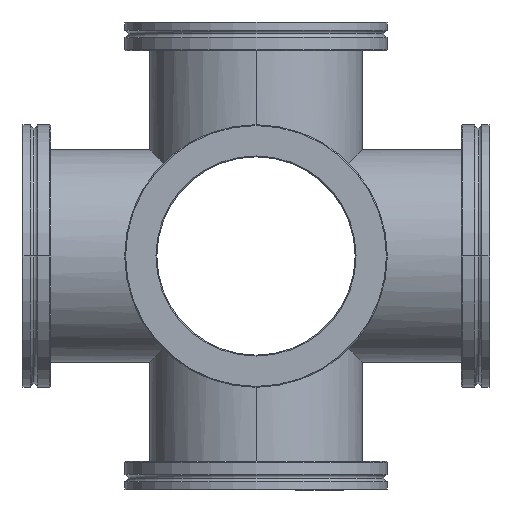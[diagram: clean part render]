
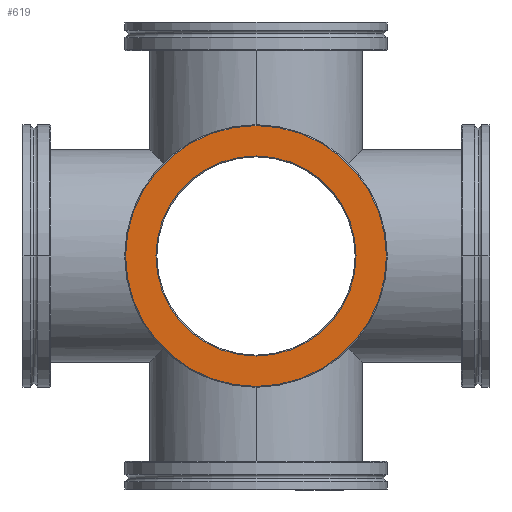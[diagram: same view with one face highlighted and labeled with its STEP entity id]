
A CAD part, left-side view. The second image highlights one B-rep face of the part: STEP entity #619.
In plain terms, the highlighted face is planar.
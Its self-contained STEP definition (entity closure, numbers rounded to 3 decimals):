
#19 = EDGE_CURVE ( 'NONE', #69, #430, #1240, .T. ) ;
#69 = VERTEX_POINT ( 'NONE', #1907 ) ;
#185 = EDGE_CURVE ( 'NONE', #430, #69, #395, .T. ) ;
#196 = CARTESIAN_POINT ( 'NONE',  ( 0., 0., -41.9 ) ) ;
#200 = EDGE_LOOP ( 'NONE', ( #1297, #1005 ) ) ;
#278 = FACE_BOUND ( 'NONE', #1789, .T. ) ;
#299 = DIRECTION ( 'NONE',  ( 0., 0., -1. ) ) ;
#395 = CIRCLE ( 'NONE', #1849, 54.6 ) ;
#430 = VERTEX_POINT ( 'NONE', #633 ) ;
#619 = ADVANCED_FACE ( 'NONE', ( #278, #854 ), #755, .T. ) ;
#621 = AXIS2_PLACEMENT_3D ( 'NONE', #1768, #1021, #985 ) ;
#633 = CARTESIAN_POINT ( 'NONE',  ( 0., 0., -54.6 ) ) ;
#659 = AXIS2_PLACEMENT_3D ( 'NONE', #1691, #1255, #299 ) ;
#677 = VERTEX_POINT ( 'NONE', #1669 ) ;
#755 = PLANE ( 'NONE',  #659 ) ;
#781 = CARTESIAN_POINT ( 'NONE',  ( 0., 0., 0. ) ) ;
#802 = EDGE_CURVE ( 'NONE', #677, #1565, #1100, .T. ) ;
#806 = DIRECTION ( 'NONE',  ( 0., 0., -1. ) ) ;
#820 = DIRECTION ( 'NONE',  ( 0., 1., 0. ) ) ;
#854 = FACE_OUTER_BOUND ( 'NONE', #200, .T. ) ;
#898 = AXIS2_PLACEMENT_3D ( 'NONE', #1760, #820, #1908 ) ;
#985 = DIRECTION ( 'NONE',  ( 0., 0., -1. ) ) ;
#1005 = ORIENTED_EDGE ( 'NONE', *, *, #185, .T. ) ;
#1021 = DIRECTION ( 'NONE',  ( 0., 1., 0. ) ) ;
#1062 = AXIS2_PLACEMENT_3D ( 'NONE', #781, #1290, #806 ) ;
#1100 = CIRCLE ( 'NONE', #621, 41.9 ) ;
#1226 = ORIENTED_EDGE ( 'NONE', *, *, #1520, .T. ) ;
#1240 = CIRCLE ( 'NONE', #1062, 54.6 ) ;
#1255 = DIRECTION ( 'NONE',  ( 0., -1., 0. ) ) ;
#1290 = DIRECTION ( 'NONE',  ( 0., -1., 0. ) ) ;
#1297 = ORIENTED_EDGE ( 'NONE', *, *, #19, .T. ) ;
#1342 = DIRECTION ( 'NONE',  ( 0., -1., 0. ) ) ;
#1467 = CIRCLE ( 'NONE', #898, 41.9 ) ;
#1484 = ORIENTED_EDGE ( 'NONE', *, *, #802, .T. ) ;
#1488 = DIRECTION ( 'NONE',  ( 0., 0., -1. ) ) ;
#1520 = EDGE_CURVE ( 'NONE', #1565, #677, #1467, .T. ) ;
#1565 = VERTEX_POINT ( 'NONE', #196 ) ;
#1669 = CARTESIAN_POINT ( 'NONE',  ( 0., 0., 41.9 ) ) ;
#1691 = CARTESIAN_POINT ( 'NONE',  ( -41.5, 0., 0. ) ) ;
#1743 = CARTESIAN_POINT ( 'NONE',  ( 0., 0., 0. ) ) ;
#1760 = CARTESIAN_POINT ( 'NONE',  ( 0., 0., 0. ) ) ;
#1768 = CARTESIAN_POINT ( 'NONE',  ( 0., 0., 0. ) ) ;
#1789 = EDGE_LOOP ( 'NONE', ( #1226, #1484 ) ) ;
#1849 = AXIS2_PLACEMENT_3D ( 'NONE', #1743, #1342, #1488 ) ;
#1907 = CARTESIAN_POINT ( 'NONE',  ( 0., 0., 54.6 ) ) ;
#1908 = DIRECTION ( 'NONE',  ( 0., 0., -1. ) ) ;
